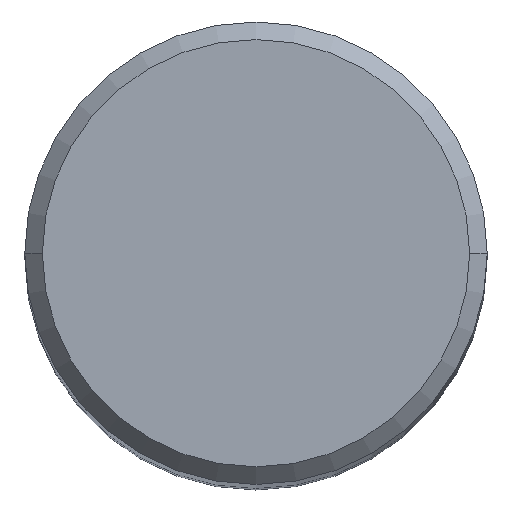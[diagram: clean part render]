
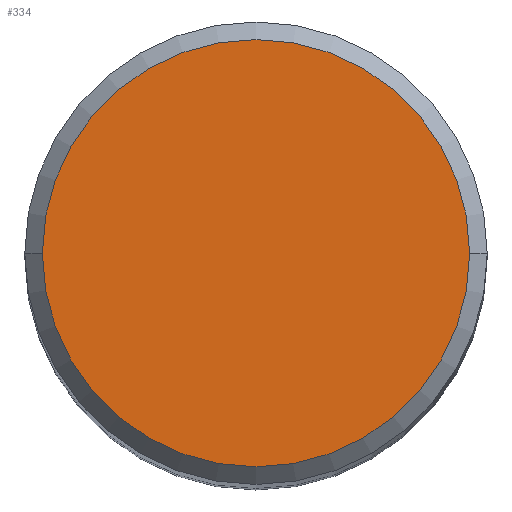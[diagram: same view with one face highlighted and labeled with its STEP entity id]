
A CAD part, top view. The second image highlights one B-rep face of the part: STEP entity #334.
In plain terms, the highlighted planar face has unit normal (0, 0, 1).
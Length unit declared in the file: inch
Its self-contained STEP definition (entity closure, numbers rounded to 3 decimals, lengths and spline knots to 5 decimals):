
#1 = CARTESIAN_POINT ( 'NONE',  ( 0.18185, 0., 2.83465 ) ) ;
#24 = AXIS2_PLACEMENT_3D ( 'NONE', #225, #348, #344 ) ;
#67 = DIRECTION ( 'NONE',  ( 0., 0., 1. ) ) ;
#80 = CARTESIAN_POINT ( 'NONE',  ( 0., 0., 2.83465 ) ) ;
#128 = VERTEX_POINT ( 'NONE', #243 ) ;
#136 = CIRCLE ( 'NONE', #180, 0.18185 ) ;
#139 = EDGE_CURVE ( 'NONE', #228, #128, #136, .T. ) ;
#143 = DIRECTION ( 'NONE',  ( 1., 0., 0. ) ) ;
#153 = DIRECTION ( 'NONE',  ( 0., 0., 1. ) ) ;
#158 = PLANE ( 'NONE',  #337 ) ;
#180 = AXIS2_PLACEMENT_3D ( 'NONE', #80, #153, #143 ) ;
#181 = CARTESIAN_POINT ( 'NONE',  ( 0., 0., 2.83465 ) ) ;
#211 = ORIENTED_EDGE ( 'NONE', *, *, #139, .T. ) ;
#212 = DIRECTION ( 'NONE',  ( 1., 0., 0. ) ) ;
#225 = CARTESIAN_POINT ( 'NONE',  ( 0., 0., 2.83465 ) ) ;
#228 = VERTEX_POINT ( 'NONE', #1 ) ;
#235 = EDGE_LOOP ( 'NONE', ( #255, #211 ) ) ;
#243 = CARTESIAN_POINT ( 'NONE',  ( -0.18185, 0., 2.83465 ) ) ;
#253 = CIRCLE ( 'NONE', #24, 0.18185 ) ;
#255 = ORIENTED_EDGE ( 'NONE', *, *, #274, .T. ) ;
#274 = EDGE_CURVE ( 'NONE', #128, #228, #253, .T. ) ;
#326 = FACE_OUTER_BOUND ( 'NONE', #235, .T. ) ;
#334 = ADVANCED_FACE ( 'NONE', ( #326 ), #158, .T. ) ;
#337 = AXIS2_PLACEMENT_3D ( 'NONE', #181, #67, #212 ) ;
#344 = DIRECTION ( 'NONE',  ( 1., 0., 0. ) ) ;
#348 = DIRECTION ( 'NONE',  ( 0., 0., 1. ) ) ;
